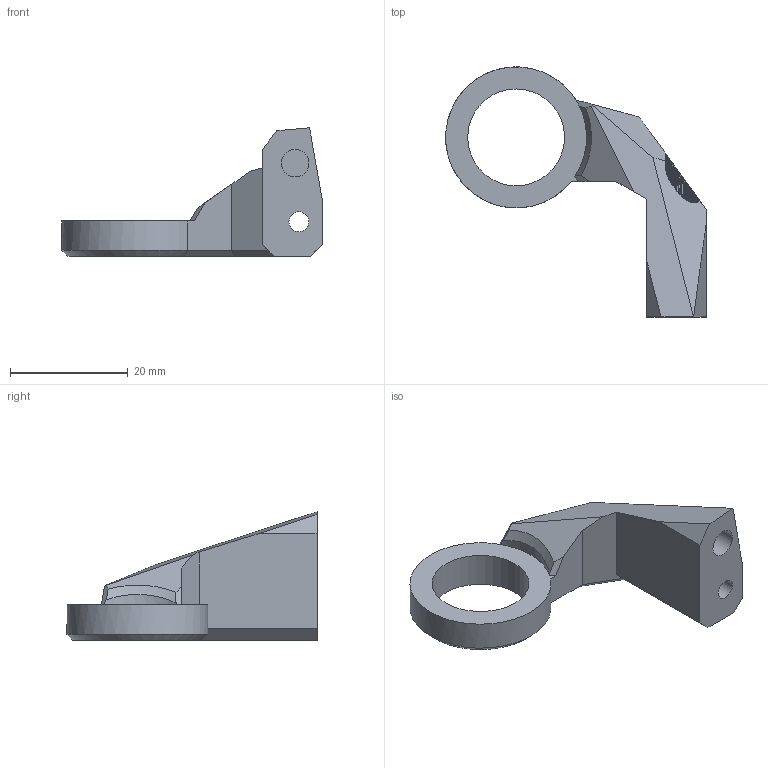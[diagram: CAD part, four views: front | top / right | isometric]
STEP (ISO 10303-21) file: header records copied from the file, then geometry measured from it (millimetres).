
FILE_DESCRIPTION(/* description */ (''),/* implementation_level */ '2;1');
FILE_NAME(/* name */ 'M16 Gland Anchor.step',/* time_stamp */ '2022-03-03T15:57:17-05:00',/* author */ (''),/* organization */ (''),/* preprocessor_version */ 'ST-DEVELOPER v18.1',/* originating_system */ 'Autodesk Translation Framework v10.13.0.1454',/* authorisation */ '');
FILE_SCHEMA (('AUTOMOTIVE_DESIGN { 1 0 10303 214 3 1 1 }'));
Length unit declared in the file: millimetre
Products named in the file (1): chain_anchor_2hole-beta1
Bounding box: 44.36 x 42.54 x 21.86 mm (x, y, z)
Volume: 6265.3 mm3; surface area: 3554.7 mm2
Topology: 1 solids, 1 shells, 381 faces, 704 edges, 326 vertices
Faces by surface type: plane 372, cylinder 5, bspline 3, cone 1
Full cylindrical faces by diameter (mm): 3.4 x1, 4.7 x1, 16.5 x1
Entity records: 8786 total; most frequent: CARTESIAN_POINT 1543, DIRECTION 1456, ORIENTED_EDGE 1408, EDGE_CURVE 704, LINE 678, VECTOR 678, AXIS2_PLACEMENT_3D 389, EDGE_LOOP 386
